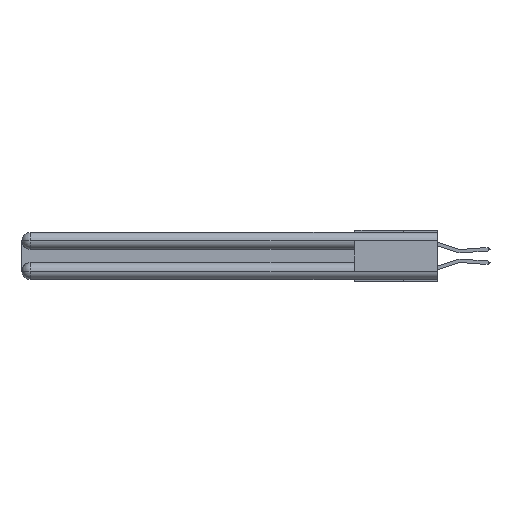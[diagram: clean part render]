
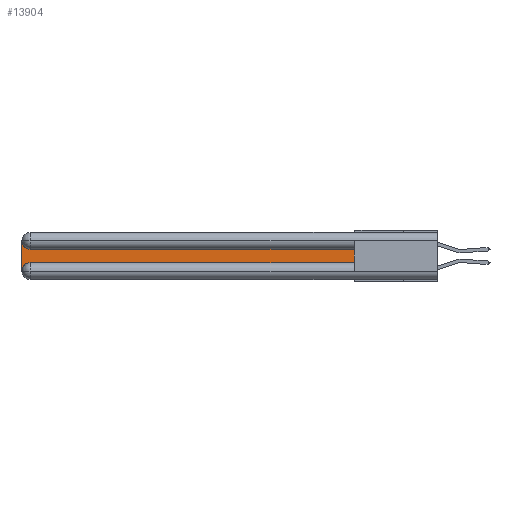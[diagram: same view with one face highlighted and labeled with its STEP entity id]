
A CAD part, left-side view. The second image highlights one B-rep face of the part: STEP entity #13904.
In plain terms, the highlighted planar face has unit normal (-1, 0, 0).
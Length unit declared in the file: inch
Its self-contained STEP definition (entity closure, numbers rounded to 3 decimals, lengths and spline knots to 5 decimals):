
#1410 = VERTEX_POINT ( 'NONE', #14950 ) ;
#1597 = EDGE_CURVE ( 'NONE', #22098, #10149, #1842, .T. ) ;
#1842 = LINE ( 'NONE', #7522, #23874 ) ;
#1934 = ORIENTED_EDGE ( 'NONE', *, *, #18129, .T. ) ;
#2697 = EDGE_CURVE ( 'NONE', #10149, #1410, #8431, .T. ) ;
#2715 = CARTESIAN_POINT ( 'NONE',  ( 0.075, 0.6, -0.1225 ) ) ;
#3314 = CARTESIAN_POINT ( 'NONE',  ( 0.075, 3., -0.1225 ) ) ;
#3599 = VERTEX_POINT ( 'NONE', #4504 ) ;
#3621 = LINE ( 'NONE', #18998, #18648 ) ;
#3645 = EDGE_CURVE ( 'NONE', #16786, #22098, #7923, .T. ) ;
#4504 = CARTESIAN_POINT ( 'NONE',  ( 0.075, 0.6, -0.1225 ) ) ;
#5445 = VECTOR ( 'NONE', #19811, 39.37008 ) ;
#5628 = PLANE ( 'NONE',  #15102 ) ;
#6192 = DIRECTION ( 'NONE',  ( 0., -1., 0. ) ) ;
#6335 = ORIENTED_EDGE ( 'NONE', *, *, #12944, .T. ) ;
#6616 = ORIENTED_EDGE ( 'NONE', *, *, #2697, .T. ) ;
#6656 = CARTESIAN_POINT ( 'NONE',  ( 0.075, 0.6, -0.2175 ) ) ;
#7522 = CARTESIAN_POINT ( 'NONE',  ( 0.075, 3., -0.2175 ) ) ;
#7923 = CIRCLE ( 'NONE', #24443, 0.06 ) ;
#8136 = ORIENTED_EDGE ( 'NONE', *, *, #1597, .T. ) ;
#8424 = ORIENTED_EDGE ( 'NONE', *, *, #14737, .T. ) ;
#8431 = CIRCLE ( 'NONE', #18905, 0.06 ) ;
#8748 = CARTESIAN_POINT ( 'NONE',  ( 0.075, 2.94, -0.1225 ) ) ;
#10149 = VERTEX_POINT ( 'NONE', #12372 ) ;
#12372 = CARTESIAN_POINT ( 'NONE',  ( 0.075, 3., -0.2775 ) ) ;
#12944 = EDGE_CURVE ( 'NONE', #1410, #24809, #3621, .T. ) ;
#13904 = ADVANCED_FACE ( 'NONE', ( #22273 ), #5628, .F. ) ;
#14208 = LINE ( 'NONE', #6656, #25176 ) ;
#14233 = CARTESIAN_POINT ( 'NONE',  ( 0.075, 0.6, -0.2175 ) ) ;
#14737 = EDGE_CURVE ( 'NONE', #24809, #3599, #14208, .T. ) ;
#14950 = CARTESIAN_POINT ( 'NONE',  ( 0.075, 2.94, -0.2175 ) ) ;
#15102 = AXIS2_PLACEMENT_3D ( 'NONE', #3314, #20561, #18238 ) ;
#15139 = CARTESIAN_POINT ( 'NONE',  ( 0.075, 3., -0.0625 ) ) ;
#15831 = LINE ( 'NONE', #2715, #5445 ) ;
#16474 = EDGE_LOOP ( 'NONE', ( #1934, #20115, #8136, #6616, #6335, #8424 ) ) ;
#16786 = VERTEX_POINT ( 'NONE', #8748 ) ;
#17492 = DIRECTION ( 'NONE',  ( 0., 0., -1. ) ) ;
#18129 = EDGE_CURVE ( 'NONE', #3599, #16786, #15831, .T. ) ;
#18238 = DIRECTION ( 'NONE',  ( 0., 0., -1. ) ) ;
#18648 = VECTOR ( 'NONE', #6192, 39.37008 ) ;
#18905 = AXIS2_PLACEMENT_3D ( 'NONE', #19891, #24322, #26273 ) ;
#18998 = CARTESIAN_POINT ( 'NONE',  ( 0.075, 0.6, -0.2175 ) ) ;
#19548 = CARTESIAN_POINT ( 'NONE',  ( 0.075, 2.94, -0.0625 ) ) ;
#19811 = DIRECTION ( 'NONE',  ( 0., 1., 0. ) ) ;
#19891 = CARTESIAN_POINT ( 'NONE',  ( 0.075, 2.94, -0.2775 ) ) ;
#20115 = ORIENTED_EDGE ( 'NONE', *, *, #3645, .T. ) ;
#20561 = DIRECTION ( 'NONE',  ( 1., 0., 0. ) ) ;
#22098 = VERTEX_POINT ( 'NONE', #15139 ) ;
#22273 = FACE_OUTER_BOUND ( 'NONE', #16474, .T. ) ;
#23874 = VECTOR ( 'NONE', #24594, 39.37008 ) ;
#24322 = DIRECTION ( 'NONE',  ( 1., 0., 0. ) ) ;
#24443 = AXIS2_PLACEMENT_3D ( 'NONE', #19548, #26013, #17492 ) ;
#24594 = DIRECTION ( 'NONE',  ( 0., 0., -1. ) ) ;
#24809 = VERTEX_POINT ( 'NONE', #14233 ) ;
#25176 = VECTOR ( 'NONE', #25766, 39.37008 ) ;
#25766 = DIRECTION ( 'NONE',  ( 0., 0., 1. ) ) ;
#26013 = DIRECTION ( 'NONE',  ( 1., 0., 0. ) ) ;
#26273 = DIRECTION ( 'NONE',  ( 0., 0., -1. ) ) ;
